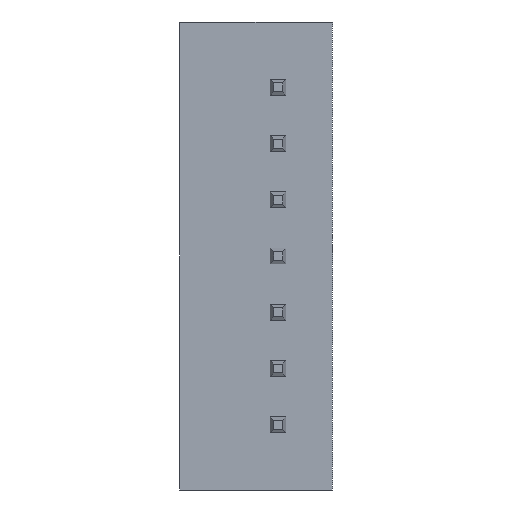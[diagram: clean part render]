
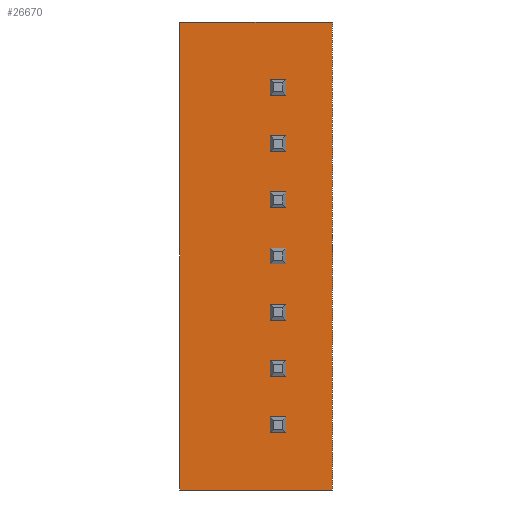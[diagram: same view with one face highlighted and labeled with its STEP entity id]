
A CAD part, front view. The second image highlights one B-rep face of the part: STEP entity #26670.
In plain terms, the highlighted planar face has unit normal (0, -1, 0).
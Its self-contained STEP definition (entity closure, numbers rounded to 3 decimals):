
#100=CARTESIAN_POINT('',(-0.202,-1.53,-15.175));
#110=VERTEX_POINT('',#100);
#280=CARTESIAN_POINT('',(0.148,-1.53,-15.175));
#290=VERTEX_POINT('',#280);
#320=CARTESIAN_POINT('',(0.,-1.53,-15.175));
#330=DIRECTION('',(1.,0.,0.));
#340=VECTOR('',#330,1.);
#350=LINE('',#320,#340);
#360=EDGE_CURVE('',#110,#290,#350,.T.);
#1400=CARTESIAN_POINT('',(-0.202,-1.53,-16.425));
#1410=VERTEX_POINT('',#1400);
#1440=CARTESIAN_POINT('',(-0.202,-1.53,8.125));
#1450=DIRECTION('',(0.,0.,-1.));
#1460=VECTOR('',#1450,1.);
#1470=LINE('',#1440,#1460);
#1480=CARTESIAN_POINT('',(-0.202,-1.53,-16.075));
#1490=VERTEX_POINT('',#1480);
#1500=EDGE_CURVE('',#1490,#1410,#1470,.T.);
#2120=CARTESIAN_POINT('',(0.148,-1.53,-14.825));
#2130=VERTEX_POINT('',#2120);
#2160=CARTESIAN_POINT('',(0.148,-1.53,8.125));
#2170=DIRECTION('',(0.,0.,1.));
#2180=VECTOR('',#2170,1.);
#2190=LINE('',#2160,#2180);
#2200=EDGE_CURVE('',#290,#2130,#2190,.T.);
#2730=CARTESIAN_POINT('',(-0.202,-1.53,8.125));
#2740=DIRECTION('',(0.,0.,-1.));
#2750=VECTOR('',#2740,1.);
#2760=LINE('',#2730,#2750);
#2770=CARTESIAN_POINT('',(-0.202,-1.53,-14.825));
#2780=VERTEX_POINT('',#2770);
#2790=EDGE_CURVE('',#2780,#110,#2760,.T.);
#7000=CARTESIAN_POINT('',(1.183,-1.53,-7.3));
#7010=VERTEX_POINT('',#7000);
#7180=CARTESIAN_POINT('',(1.183,-1.53,-17.7));
#7190=VERTEX_POINT('',#7180);
#7220=CARTESIAN_POINT('',(1.183,-1.53,-15.625));
#7230=DIRECTION('',(0.,0.,1.));
#7240=VECTOR('',#7230,1.);
#7250=LINE('',#7220,#7240);
#7260=EDGE_CURVE('',#7190,#7010,#7250,.T.);
#8250=CARTESIAN_POINT('',(-2.217,-1.53,-7.3));
#8260=VERTEX_POINT('',#8250);
#8290=CARTESIAN_POINT('',(-2.217,-1.53,-25.625));
#8300=DIRECTION('',(0.,0.,-1.));
#8310=VECTOR('',#8300,1.);
#8320=LINE('',#8290,#8310);
#8330=CARTESIAN_POINT('',(-2.217,-1.53,-17.7));
#8340=VERTEX_POINT('',#8330);
#8350=EDGE_CURVE('',#8260,#8340,#8320,.T.);
#12440=CARTESIAN_POINT('',(-0.202,-1.53,-13.925));
#12450=VERTEX_POINT('',#12440);
#12480=CARTESIAN_POINT('',(-0.202,-1.53,8.125));
#12490=DIRECTION('',(0.,0.,-1.));
#12500=VECTOR('',#12490,1.);
#12510=LINE('',#12480,#12500);
#12520=CARTESIAN_POINT('',(-0.202,-1.53,-13.575));
#12530=VERTEX_POINT('',#12520);
#12540=EDGE_CURVE('',#12530,#12450,#12510,.T.);
#12610=CARTESIAN_POINT('',(0.148,-1.53,-13.575));
#12620=VERTEX_POINT('',#12610);
#12670=CARTESIAN_POINT('',(0.,-1.53,-13.575));
#12680=DIRECTION('',(1.,0.,0.));
#12690=VECTOR('',#12680,1.);
#12700=LINE('',#12670,#12690);
#12710=EDGE_CURVE('',#12530,#12620,#12700,.T.);
#16420=CARTESIAN_POINT('',(-0.202,-1.53,-12.325));
#16430=VERTEX_POINT('',#16420);
#16470=CARTESIAN_POINT('',(-0.202,-1.53,-12.675));
#16480=VERTEX_POINT('',#16470);
#16510=CARTESIAN_POINT('',(-0.202,-1.53,8.125));
#16520=DIRECTION('',(0.,0.,-1.));
#16530=VECTOR('',#16520,1.);
#16540=LINE('',#16510,#16530);
#16550=EDGE_CURVE('',#16430,#16480,#16540,.T.);
#18960=CARTESIAN_POINT('',(0.,-1.53,-17.7));
#18970=DIRECTION('',(1.,0.,0.));
#18980=VECTOR('',#18970,1.);
#18990=LINE('',#18960,#18980);
#19000=EDGE_CURVE('',#8340,#7190,#18990,.T.);
#19290=CARTESIAN_POINT('',(0.148,-1.53,-16.075));
#19300=VERTEX_POINT('',#19290);
#19330=CARTESIAN_POINT('',(0.148,-1.53,8.125));
#19340=DIRECTION('',(0.,0.,1.));
#19350=VECTOR('',#19340,1.);
#19360=LINE('',#19330,#19350);
#19370=CARTESIAN_POINT('',(0.148,-1.53,-16.425));
#19380=VERTEX_POINT('',#19370);
#19390=EDGE_CURVE('',#19380,#19300,#19360,.T.);
#19720=CARTESIAN_POINT('',(0.,-1.53,-16.425));
#19730=DIRECTION('',(1.,0.,0.));
#19740=VECTOR('',#19730,1.);
#19750=LINE('',#19720,#19740);
#19760=EDGE_CURVE('',#1410,#19380,#19750,.T.);
#20000=CARTESIAN_POINT('',(0.148,-1.53,-13.925));
#20010=VERTEX_POINT('',#20000);
#20040=CARTESIAN_POINT('',(0.,-1.53,-13.925));
#20050=DIRECTION('',(1.,0.,0.));
#20060=VECTOR('',#20050,1.);
#20070=LINE('',#20040,#20060);
#20080=EDGE_CURVE('',#12450,#20010,#20070,.T.);
#20430=CARTESIAN_POINT('',(0.148,-1.53,8.125));
#20440=DIRECTION('',(0.,0.,1.));
#20450=VECTOR('',#20440,1.);
#20460=LINE('',#20430,#20450);
#20470=EDGE_CURVE('',#20010,#12620,#20460,.T.);
#21120=CARTESIAN_POINT('',(0.148,-1.53,-12.675));
#21130=VERTEX_POINT('',#21120);
#21160=CARTESIAN_POINT('',(0.,-1.53,-12.675));
#21170=DIRECTION('',(1.,0.,0.));
#21180=VECTOR('',#21170,1.);
#21190=LINE('',#21160,#21180);
#21200=EDGE_CURVE('',#16480,#21130,#21190,.T.);
#22360=CARTESIAN_POINT('',(0.,-1.53,-14.825));
#22370=DIRECTION('',(1.,0.,0.));
#22380=VECTOR('',#22370,1.);
#22390=LINE('',#22360,#22380);
#22400=EDGE_CURVE('',#2780,#2130,#22390,.T.);
#22480=CARTESIAN_POINT('',(0.,-1.53,-16.075));
#22490=DIRECTION('',(1.,0.,0.));
#22500=VECTOR('',#22490,1.);
#22510=LINE('',#22480,#22500);
#22520=EDGE_CURVE('',#1490,#19300,#22510,.T.);
#22640=CARTESIAN_POINT('',(0.148,-1.53,-12.325));
#22650=VERTEX_POINT('',#22640);
#22680=CARTESIAN_POINT('',(0.148,-1.53,-1.875));
#22690=DIRECTION('',(0.,0.,1.));
#22700=VECTOR('',#22690,1.);
#22710=LINE('',#22680,#22700);
#22720=EDGE_CURVE('',#21130,#22650,#22710,.T.);
#23670=CARTESIAN_POINT('',(0.,-1.53,-12.325));
#23680=DIRECTION('',(1.,0.,0.));
#23690=VECTOR('',#23680,1.);
#23700=LINE('',#23670,#23690);
#23710=EDGE_CURVE('',#16430,#22650,#23700,.T.);
#24050=CARTESIAN_POINT('',(0.,-1.53,-7.3));
#24060=DIRECTION('',(1.,0.,0.));
#24070=VECTOR('',#24060,1.);
#24080=LINE('',#24050,#24070);
#24090=EDGE_CURVE('',#8260,#7010,#24080,.T.);
#25300=CARTESIAN_POINT('',(0.5,-1.53,-18.474
));
#25310=DIRECTION('',(0.,1.,0.));
#25320=DIRECTION('',(1.,0.,0.));
#25330=AXIS2_PLACEMENT_3D('',#25300,#25310,#25320);
#25340=PLANE('',#25330);
#25350=ORIENTED_EDGE('',*,*,#24090,.F.);
#25360=ORIENTED_EDGE('',*,*,#7260,.T.);
#25370=ORIENTED_EDGE('',*,*,#19000,.T.);
#25380=ORIENTED_EDGE('',*,*,#8350,.T.);
#25390=EDGE_LOOP('',(#25380,#25370,#25360,#25350));
#25400=FACE_OUTER_BOUND('',#25390,.T.);
#25410=CARTESIAN_POINT('',(0.,-1.53,-10.175));
#25420=DIRECTION('',(1.,0.,0.));
#25430=VECTOR('',#25420,1.);
#25440=LINE('',#25410,#25430);
#25450=CARTESIAN_POINT('',(-0.202,-1.53,-10.175));
#25460=VERTEX_POINT('',#25450);
#25470=CARTESIAN_POINT('',(0.148,-1.53,-10.175));
#25480=VERTEX_POINT('',#25470);
#25490=EDGE_CURVE('',#25460,#25480,#25440,.T.);
#25500=ORIENTED_EDGE('',*,*,#25490,.F.);
#25510=CARTESIAN_POINT('',(0.148,-1.53,-1.875));
#25520=DIRECTION('',(0.,0.,1.));
#25530=VECTOR('',#25520,1.);
#25540=LINE('',#25510,#25530);
#25550=CARTESIAN_POINT('',(0.148,-1.53,-9.825));
#25560=VERTEX_POINT('',#25550);
#25570=EDGE_CURVE('',#25480,#25560,#25540,.T.);
#25580=ORIENTED_EDGE('',*,*,#25570,.F.);
#25590=CARTESIAN_POINT('',(0.,-1.53,-9.825));
#25600=DIRECTION('',(1.,0.,0.));
#25610=VECTOR('',#25600,1.);
#25620=LINE('',#25590,#25610);
#25630=CARTESIAN_POINT('',(-0.202,-1.53,-9.825));
#25640=VERTEX_POINT('',#25630);
#25650=EDGE_CURVE('',#25640,#25560,#25620,.T.);
#25660=ORIENTED_EDGE('',*,*,#25650,.T.);
#25670=CARTESIAN_POINT('',(-0.202,-1.53,-1.875));
#25680=DIRECTION('',(0.,0.,-1.));
#25690=VECTOR('',#25680,1.);
#25700=LINE('',#25670,#25690);
#25710=EDGE_CURVE('',#25640,#25460,#25700,.T.);
#25720=ORIENTED_EDGE('',*,*,#25710,.F.);
#25730=EDGE_LOOP('',(#25720,#25660,#25580,#25500));
#25740=FACE_BOUND('',#25730,.T.);
#25750=CARTESIAN_POINT('',(0.,-1.53,-8.575));
#25760=DIRECTION('',(1.,0.,0.));
#25770=VECTOR('',#25760,1.);
#25780=LINE('',#25750,#25770);
#25790=CARTESIAN_POINT('',(-0.202,-1.53,-8.575));
#25800=VERTEX_POINT('',#25790);
#25810=CARTESIAN_POINT('',(0.148,-1.53,-8.575));
#25820=VERTEX_POINT('',#25810);
#25830=EDGE_CURVE('',#25800,#25820,#25780,.T.);
#25840=ORIENTED_EDGE('',*,*,#25830,.T.);
#25850=CARTESIAN_POINT('',(-0.202,-1.53,-1.875));
#25860=DIRECTION('',(0.,0.,-1.));
#25870=VECTOR('',#25860,1.);
#25880=LINE('',#25850,#25870);
#25890=CARTESIAN_POINT('',(-0.202,-1.53,-8.925));
#25900=VERTEX_POINT('',#25890);
#25910=EDGE_CURVE('',#25800,#25900,#25880,.T.);
#25920=ORIENTED_EDGE('',*,*,#25910,.F.);
#25930=CARTESIAN_POINT('',(0.,-1.53,-8.925));
#25940=DIRECTION('',(1.,0.,0.));
#25950=VECTOR('',#25940,1.);
#25960=LINE('',#25930,#25950);
#25970=CARTESIAN_POINT('',(0.148,-1.53,-8.925));
#25980=VERTEX_POINT('',#25970);
#25990=EDGE_CURVE('',#25900,#25980,#25960,.T.);
#26000=ORIENTED_EDGE('',*,*,#25990,.F.);
#26010=CARTESIAN_POINT('',(0.148,-1.53,-1.875));
#26020=DIRECTION('',(0.,0.,1.));
#26030=VECTOR('',#26020,1.);
#26040=LINE('',#26010,#26030);
#26050=EDGE_CURVE('',#25980,#25820,#26040,.T.);
#26060=ORIENTED_EDGE('',*,*,#26050,.F.);
#26070=EDGE_LOOP('',(#26060,#26000,#25920,#25840));
#26080=FACE_BOUND('',#26070,.T.);
#26090=CARTESIAN_POINT('',(0.,-1.53,-11.425));
#26100=DIRECTION('',(1.,0.,0.));
#26110=VECTOR('',#26100,1.);
#26120=LINE('',#26090,#26110);
#26130=CARTESIAN_POINT('',(-0.202,-1.53,-11.425));
#26140=VERTEX_POINT('',#26130);
#26150=CARTESIAN_POINT('',(0.148,-1.53,-11.425));
#26160=VERTEX_POINT('',#26150);
#26170=EDGE_CURVE('',#26140,#26160,#26120,.T.);
#26180=ORIENTED_EDGE('',*,*,#26170,.F.);
#26190=CARTESIAN_POINT('',(0.148,-1.53,-1.875));
#26200=DIRECTION('',(0.,0.,1.));
#26210=VECTOR('',#26200,1.);
#26220=LINE('',#26190,#26210);
#26230=CARTESIAN_POINT('',(0.148,-1.53,-11.075));
#26240=VERTEX_POINT('',#26230);
#26250=EDGE_CURVE('',#26160,#26240,#26220,.T.);
#26260=ORIENTED_EDGE('',*,*,#26250,.F.);
#26270=CARTESIAN_POINT('',(0.,-1.53,-11.075));
#26280=DIRECTION('',(1.,0.,0.));
#26290=VECTOR('',#26280,1.);
#26300=LINE('',#26270,#26290);
#26310=CARTESIAN_POINT('',(-0.202,-1.53,-11.075));
#26320=VERTEX_POINT('',#26310);
#26330=EDGE_CURVE('',#26320,#26240,#26300,.T.);
#26340=ORIENTED_EDGE('',*,*,#26330,.T.);
#26350=CARTESIAN_POINT('',(-0.202,-1.53,-1.875));
#26360=DIRECTION('',(0.,0.,-1.));
#26370=VECTOR('',#26360,1.);
#26380=LINE('',#26350,#26370);
#26390=EDGE_CURVE('',#26320,#26140,#26380,.T.);
#26400=ORIENTED_EDGE('',*,*,#26390,.F.);
#26410=EDGE_LOOP('',(#26400,#26340,#26260,#26180));
#26420=FACE_BOUND('',#26410,.T.);
#26430=ORIENTED_EDGE('',*,*,#20080,.F.);
#26440=ORIENTED_EDGE('',*,*,#20470,.F.);
#26450=ORIENTED_EDGE('',*,*,#12710,.T.);
#26460=ORIENTED_EDGE('',*,*,#12540,.F.);
#26470=EDGE_LOOP('',(#26460,#26450,#26440,#26430));
#26480=FACE_BOUND('',#26470,.T.);
#26490=ORIENTED_EDGE('',*,*,#19760,.F.);
#26500=ORIENTED_EDGE('',*,*,#19390,.F.);
#26510=ORIENTED_EDGE('',*,*,#22520,.T.);
#26520=ORIENTED_EDGE('',*,*,#1500,.F.);
#26530=EDGE_LOOP('',(#26520,#26510,#26500,#26490));
#26540=FACE_BOUND('',#26530,.T.);
#26550=ORIENTED_EDGE('',*,*,#360,.F.);
#26560=ORIENTED_EDGE('',*,*,#2200,.F.);
#26570=ORIENTED_EDGE('',*,*,#22400,.T.);
#26580=ORIENTED_EDGE('',*,*,#2790,.F.);
#26590=EDGE_LOOP('',(#26580,#26570,#26560,#26550));
#26600=FACE_BOUND('',#26590,.T.);
#26610=ORIENTED_EDGE('',*,*,#21200,.F.);
#26620=ORIENTED_EDGE('',*,*,#22720,.F.);
#26630=ORIENTED_EDGE('',*,*,#23710,.T.);
#26640=ORIENTED_EDGE('',*,*,#16550,.F.);
#26650=EDGE_LOOP('',(#26640,#26630,#26620,#26610));
#26660=FACE_BOUND('',#26650,.T.);
#26670=ADVANCED_FACE('',(#25400,#25740,#26080,#26420,#26480,#26540,
#26600,#26660),#25340,.F.);
